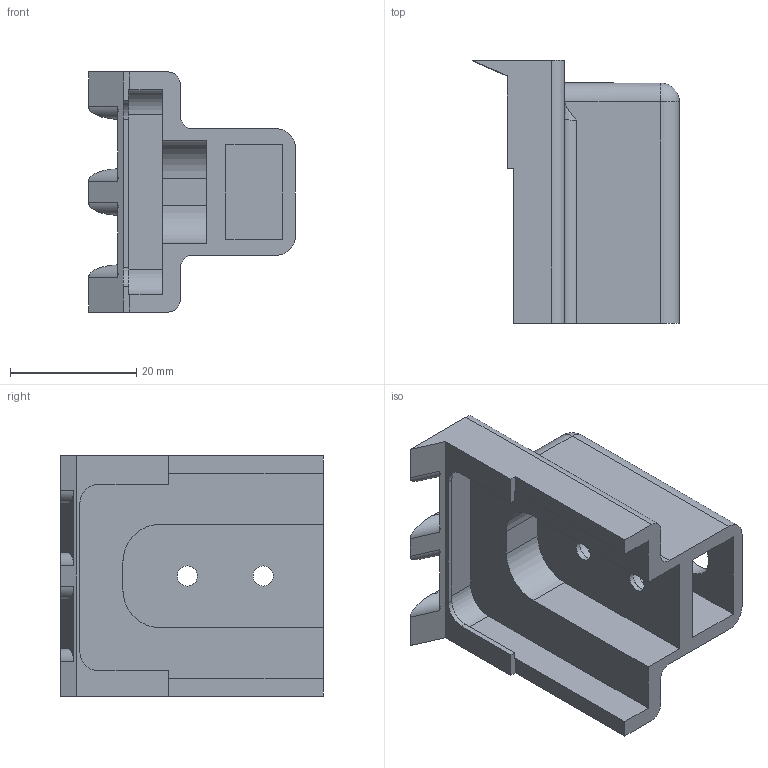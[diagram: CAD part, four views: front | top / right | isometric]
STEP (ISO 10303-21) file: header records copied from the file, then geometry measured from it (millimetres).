
FILE_DESCRIPTION(('FreeCAD Model'),'2;1');
FILE_NAME('Open CASCADE Shape Model','2024-02-21T10:50:49',(''),(''), 'Open CASCADE STEP processor 7.6','FreeCAD','Unknown');
FILE_SCHEMA(('AUTOMOTIVE_DESIGN { 1 0 10303 214 1 1 1 1 }'));
Length unit declared in the file: millimetre
Products named in the file (1): Body
Bounding box: 32.7 x 41.55 x 38 mm (x, y, z)
Volume: 11128.8 mm3; surface area: 9252.9 mm2
Topology: 1 solids, 1 shells, 77 faces, 213 edges, 139 vertices
Faces by surface type: plane 46, cylinder 27, bspline 2, sphere 2
Full cylindrical faces by diameter (mm): 3.2 x2, 6 x4, 8 x2
Entity records: 5955 total; most frequent: CARTESIAN_POINT 1712, DIRECTION 794, LINE 477, VECTOR 477, ORIENTED_EDGE 422, PCURVE 422, DEFINITIONAL_REPRESENTATION 422, EDGE_CURVE 211
